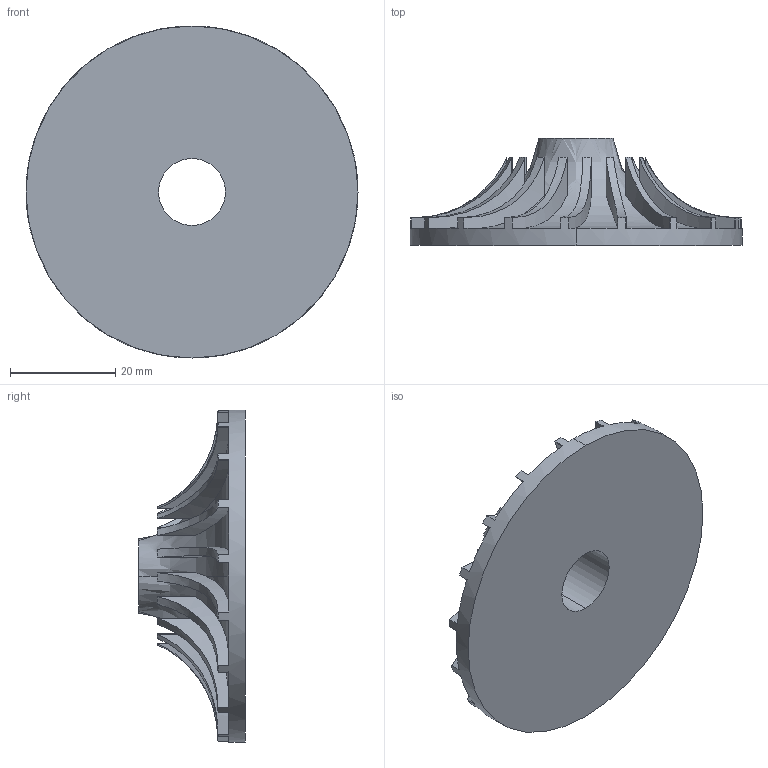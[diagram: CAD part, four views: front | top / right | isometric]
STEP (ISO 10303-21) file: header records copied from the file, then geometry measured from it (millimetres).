
FILE_DESCRIPTION (( 'STEP AP214' ), '1' );
FILE_NAME ('[TP] Bare Impeller.STEP', '2023-10-21T09:40:40', ( '' ), ( '' ), 'SwSTEP 2.0', 'SolidWorks 2022', '' );
FILE_SCHEMA (( 'AUTOMOTIVE_DESIGN' ));
Length unit declared in the file: inch
Products named in the file (1): [TP] Bare Impeller
Bounding box: 63.04 x 20.31 x 63.04 mm (x, y, z)
Volume: 19037.9 mm3; surface area: 10629.1 mm2
Topology: 1 solids, 1 shells, 103 faces, 304 edges, 202 vertices
Faces by surface type: bspline 59, cylinder 41, cone 2, plane 1
Entity records: 8005 total; most frequent: CARTESIAN_POINT 5556, ORIENTED_EDGE 608, DIRECTION 365, EDGE_CURVE 304, VERTEX_POINT 202, AXIS2_PLACEMENT_3D 134, B_SPLINE_CURVE_WITH_KNOTS 118, EDGE_LOOP 104
